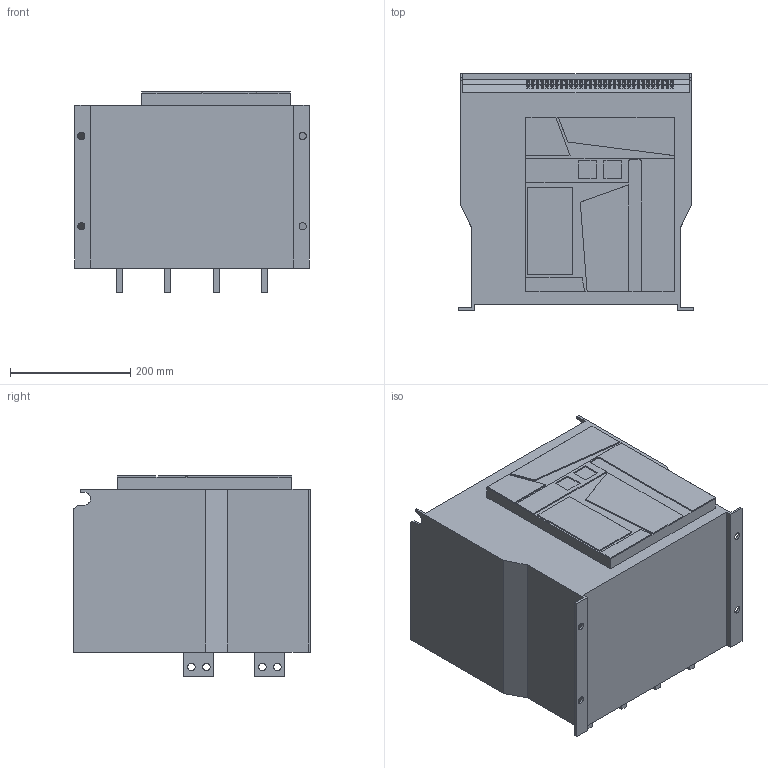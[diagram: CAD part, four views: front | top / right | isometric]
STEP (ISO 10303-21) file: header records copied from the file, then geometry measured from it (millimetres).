
FILE_DESCRIPTION (( 'STEP AP203' ), '1' );
FILE_NAME ('4FA-1600 V.STEP', '2022-12-15T14:18:13', ( '' ), ( '' ), 'SwSTEP 2.0', 'SolidWorks 2022', '' );
FILE_SCHEMA (( 'CONFIG_CONTROL_DESIGN' ));
Length unit declared in the file: millimetre
Products named in the file (1): 4FA-1600 V
Bounding box: 390 x 394 x 333 mm (x, y, z)
Volume: 39215855 mm3; surface area: 801476.5 mm2
Topology: 1 solids, 1 shells, 669 faces, 1574 edges, 1044 vertices
Faces by surface type: plane 501, cylinder 166, cone 2
Entity records: 19233 total; most frequent: CARTESIAN_POINT 3288, DIRECTION 3250, ORIENTED_EDGE 3148, EDGE_CURVE 1574, VECTOR 1238, LINE 1238, VERTEX_POINT 1044, AXIS2_PLACEMENT_3D 1006
